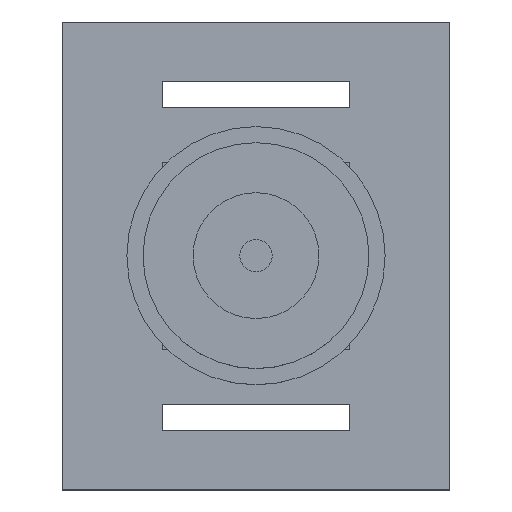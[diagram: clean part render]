
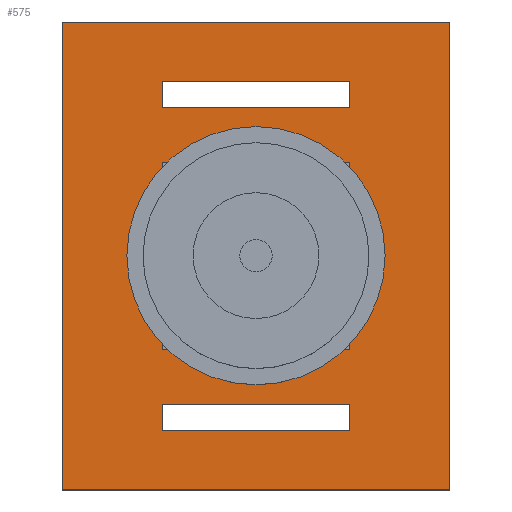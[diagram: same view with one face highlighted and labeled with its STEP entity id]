
A CAD part, top view. The second image highlights one B-rep face of the part: STEP entity #575.
In plain terms, the highlighted planar face has unit normal (0, 0, 1).
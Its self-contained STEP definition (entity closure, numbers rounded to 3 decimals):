
#56 = VERTEX_POINT('',#57);
#57 = CARTESIAN_POINT('',(-12.,-14.5,1.641));
#63 = EDGE_CURVE('',#56,#64,#66,.T.);
#64 = VERTEX_POINT('',#65);
#65 = CARTESIAN_POINT('',(-12.,14.5,1.641));
#66 = LINE('',#67,#68);
#67 = CARTESIAN_POINT('',(-12.,-14.5,1.641));
#68 = VECTOR('',#69,1.);
#69 = DIRECTION('',(0.,1.,0.));
#94 = EDGE_CURVE('',#64,#95,#97,.T.);
#95 = VERTEX_POINT('',#96);
#96 = CARTESIAN_POINT('',(12.,14.5,1.641));
#97 = LINE('',#98,#99);
#98 = CARTESIAN_POINT('',(-12.,14.5,1.641));
#99 = VECTOR('',#100,1.);
#100 = DIRECTION('',(1.,0.,0.));
#125 = EDGE_CURVE('',#95,#126,#128,.T.);
#126 = VERTEX_POINT('',#127);
#127 = CARTESIAN_POINT('',(12.,-14.5,1.641));
#128 = LINE('',#129,#130);
#129 = CARTESIAN_POINT('',(12.,14.5,1.641));
#130 = VECTOR('',#131,1.);
#131 = DIRECTION('',(0.,-1.,0.));
#156 = EDGE_CURVE('',#126,#56,#157,.T.);
#157 = LINE('',#158,#159);
#158 = CARTESIAN_POINT('',(12.,-14.5,1.641));
#159 = VECTOR('',#160,1.);
#160 = DIRECTION('',(-1.,0.,0.));
#180 = VERTEX_POINT('',#181);
#181 = CARTESIAN_POINT('',(-5.8,9.2,1.641));
#187 = EDGE_CURVE('',#180,#188,#190,.T.);
#188 = VERTEX_POINT('',#189);
#189 = CARTESIAN_POINT('',(-5.8,10.8,1.641));
#190 = LINE('',#191,#192);
#191 = CARTESIAN_POINT('',(-5.8,9.2,1.641));
#192 = VECTOR('',#193,1.);
#193 = DIRECTION('',(0.,1.,0.));
#218 = EDGE_CURVE('',#188,#219,#221,.T.);
#219 = VERTEX_POINT('',#220);
#220 = CARTESIAN_POINT('',(5.8,10.8,1.641));
#221 = LINE('',#222,#223);
#222 = CARTESIAN_POINT('',(-5.8,10.8,1.641));
#223 = VECTOR('',#224,1.);
#224 = DIRECTION('',(1.,0.,0.));
#249 = EDGE_CURVE('',#219,#250,#252,.T.);
#250 = VERTEX_POINT('',#251);
#251 = CARTESIAN_POINT('',(5.8,9.2,1.641));
#252 = LINE('',#253,#254);
#253 = CARTESIAN_POINT('',(5.8,10.8,1.641));
#254 = VECTOR('',#255,1.);
#255 = DIRECTION('',(0.,-1.,0.));
#280 = EDGE_CURVE('',#250,#180,#281,.T.);
#281 = LINE('',#282,#283);
#282 = CARTESIAN_POINT('',(5.8,9.2,1.641));
#283 = VECTOR('',#284,1.);
#284 = DIRECTION('',(-1.,0.,0.));
#304 = VERTEX_POINT('',#305);
#305 = CARTESIAN_POINT('',(-5.8,-10.8,1.641));
#311 = EDGE_CURVE('',#304,#312,#314,.T.);
#312 = VERTEX_POINT('',#313);
#313 = CARTESIAN_POINT('',(-5.8,-9.2,1.641));
#314 = LINE('',#315,#316);
#315 = CARTESIAN_POINT('',(-5.8,-10.8,1.641));
#316 = VECTOR('',#317,1.);
#317 = DIRECTION('',(0.,1.,0.));
#342 = EDGE_CURVE('',#312,#343,#345,.T.);
#343 = VERTEX_POINT('',#344);
#344 = CARTESIAN_POINT('',(5.8,-9.2,1.641));
#345 = LINE('',#346,#347);
#346 = CARTESIAN_POINT('',(-5.8,-9.2,1.641));
#347 = VECTOR('',#348,1.);
#348 = DIRECTION('',(1.,0.,0.));
#373 = EDGE_CURVE('',#343,#374,#376,.T.);
#374 = VERTEX_POINT('',#375);
#375 = CARTESIAN_POINT('',(5.8,-10.8,1.641));
#376 = LINE('',#377,#378);
#377 = CARTESIAN_POINT('',(5.8,-9.2,1.641));
#378 = VECTOR('',#379,1.);
#379 = DIRECTION('',(0.,-1.,0.));
#404 = EDGE_CURVE('',#374,#304,#405,.T.);
#405 = LINE('',#406,#407);
#406 = CARTESIAN_POINT('',(5.8,-10.8,1.641));
#407 = VECTOR('',#408,1.);
#408 = DIRECTION('',(-1.,0.,0.));
#428 = VERTEX_POINT('',#429);
#429 = CARTESIAN_POINT('',(-5.8,-5.8,1.641));
#435 = EDGE_CURVE('',#428,#436,#438,.T.);
#436 = VERTEX_POINT('',#437);
#437 = CARTESIAN_POINT('',(-5.8,5.8,1.641));
#438 = LINE('',#439,#440);
#439 = CARTESIAN_POINT('',(-5.8,-5.8,1.641));
#440 = VECTOR('',#441,1.);
#441 = DIRECTION('',(0.,1.,0.));
#466 = EDGE_CURVE('',#436,#467,#469,.T.);
#467 = VERTEX_POINT('',#468);
#468 = CARTESIAN_POINT('',(5.8,5.8,1.641));
#469 = LINE('',#470,#471);
#470 = CARTESIAN_POINT('',(-5.8,5.8,1.641));
#471 = VECTOR('',#472,1.);
#472 = DIRECTION('',(1.,0.,0.));
#497 = EDGE_CURVE('',#467,#498,#500,.T.);
#498 = VERTEX_POINT('',#499);
#499 = CARTESIAN_POINT('',(5.8,-5.8,1.641));
#500 = LINE('',#501,#502);
#501 = CARTESIAN_POINT('',(5.8,5.8,1.641));
#502 = VECTOR('',#503,1.);
#503 = DIRECTION('',(0.,-1.,0.));
#528 = EDGE_CURVE('',#498,#428,#529,.T.);
#529 = LINE('',#530,#531);
#530 = CARTESIAN_POINT('',(5.8,-5.8,1.641));
#531 = VECTOR('',#532,1.);
#532 = DIRECTION('',(-1.,0.,0.));
#575 = ADVANCED_FACE('',(#576,#582,#588,#594),#600,.T.);
#576 = FACE_BOUND('',#577,.F.);
#577 = EDGE_LOOP('',(#578,#579,#580,#581));
#578 = ORIENTED_EDGE('',*,*,#63,.T.);
#579 = ORIENTED_EDGE('',*,*,#94,.T.);
#580 = ORIENTED_EDGE('',*,*,#125,.T.);
#581 = ORIENTED_EDGE('',*,*,#156,.T.);
#582 = FACE_BOUND('',#583,.T.);
#583 = EDGE_LOOP('',(#584,#585,#586,#587));
#584 = ORIENTED_EDGE('',*,*,#187,.T.);
#585 = ORIENTED_EDGE('',*,*,#218,.T.);
#586 = ORIENTED_EDGE('',*,*,#249,.T.);
#587 = ORIENTED_EDGE('',*,*,#280,.T.);
#588 = FACE_BOUND('',#589,.T.);
#589 = EDGE_LOOP('',(#590,#591,#592,#593));
#590 = ORIENTED_EDGE('',*,*,#311,.T.);
#591 = ORIENTED_EDGE('',*,*,#342,.T.);
#592 = ORIENTED_EDGE('',*,*,#373,.T.);
#593 = ORIENTED_EDGE('',*,*,#404,.T.);
#594 = FACE_BOUND('',#595,.T.);
#595 = EDGE_LOOP('',(#596,#597,#598,#599));
#596 = ORIENTED_EDGE('',*,*,#435,.T.);
#597 = ORIENTED_EDGE('',*,*,#466,.T.);
#598 = ORIENTED_EDGE('',*,*,#497,.T.);
#599 = ORIENTED_EDGE('',*,*,#528,.T.);
#600 = PLANE('',#601);
#601 = AXIS2_PLACEMENT_3D('',#602,#603,#604);
#602 = CARTESIAN_POINT('',(-12.,-14.5,1.641));
#603 = DIRECTION('',(0.,0.,1.));
#604 = DIRECTION('',(1.,0.,0.));
